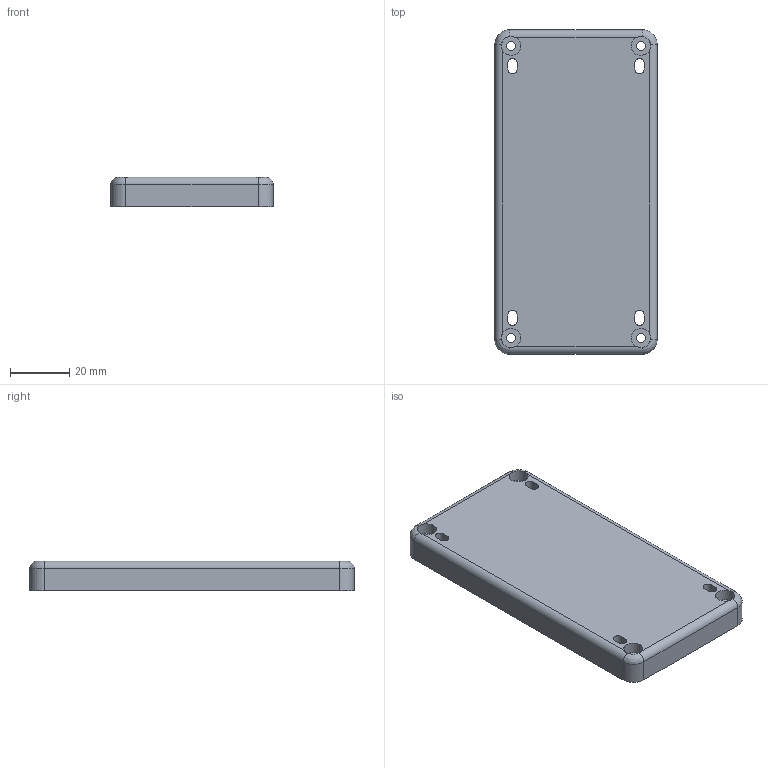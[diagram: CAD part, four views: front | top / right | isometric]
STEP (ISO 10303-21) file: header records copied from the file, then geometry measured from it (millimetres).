
FILE_DESCRIPTION(/* description */ (''),/* implementation_level */ '2;1');
FILE_NAME(/* name */ 'Front_senseEle_PCB_Antenna_rev1_Enclosure_V2.step',/* time_stamp */ '2019-12-10T17:05:52+06:00',/* author */ (''),/* organization */ (''),/* preprocessor_version */ 'ST-DEVELOPER v18',/* originating_system */ 'Autodesk Translation Framework v8.12.0.6',/* authorisation */ '');
FILE_SCHEMA (('AUTOMOTIVE_DESIGN { 1 0 10303 214 3 1 1 }'));
Length unit declared in the file: millimetre
Products named in the file (1): senseEle_PCB_Antenna_rev1_Enclosure_V2
Bounding box: 55 x 110 x 10 mm (x, y, z)
Volume: 28065.8 mm3; surface area: 19596.7 mm2
Topology: 1 solids, 1 shells, 138 faces, 379 edges, 250 vertices
Faces by surface type: plane 73, cylinder 61, bspline 4
Full cylindrical faces by diameter (mm): 3 x4, 6.5 x4
Entity records: 4539 total; most frequent: CARTESIAN_POINT 894, DIRECTION 759, ORIENTED_EDGE 758, EDGE_CURVE 379, AXIS2_PLACEMENT_3D 259, VERTEX_POINT 250, LINE 241, VECTOR 241
